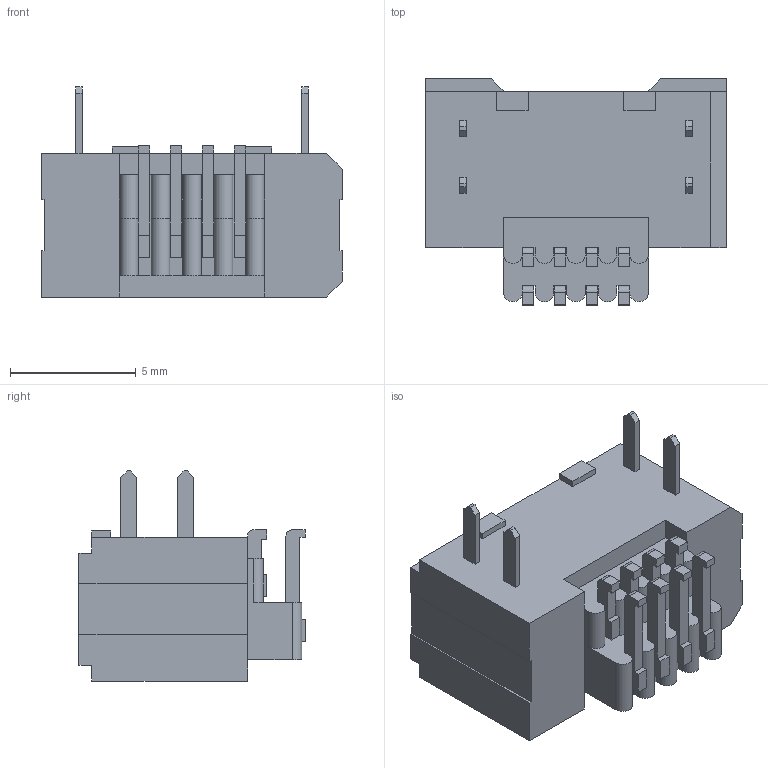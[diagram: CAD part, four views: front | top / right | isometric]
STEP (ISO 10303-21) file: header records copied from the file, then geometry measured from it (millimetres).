
FILE_DESCRIPTION(/* description */ ('STEP AP214'),/* implementation_level */ '2;1');
FILE_NAME(/* name */ 'TFM-104-02-L-DH-FR',/* time_stamp */ '2024-07-20T01:05:07+02:00',/* author */ ('License CC BY-ND 4.0'),/* organization */ ('CADENAS'),/* preprocessor_version */ 'ST-DEVELOPER v19.3',/* originating_system */ 'PARTsolutions',/* authorisation */ ' ');
FILE_SCHEMA (('AUTOMOTIVE_DESIGN {1 0 10303 214 3 1 1}'));
Length unit declared in the file: inch
Products named in the file (4): TFM-104-02-L-DH-FR; TFM-104-02-L-DH_terminal; TFM-104-02-L-DH-L_pins; TFM-104-02-L-DH-L-2_pins
Assembly tree (3 placements, depth 2):
  TFM-104-02-L-DH-FR
    TFM-104-02-L-DH_terminal
    TFM-104-02-L-DH-L_pins
    TFM-104-02-L-DH-L-2_pins
Bounding box: 11.96 x 8.99 x 8.36 mm (x, y, z)
Volume: 340 mm3; surface area: 759.1 mm2
Topology: 3 solids, 3 shells, 300 faces, 843 edges, 559 vertices
Faces by surface type: plane 266, cylinder 34
Full cylindrical faces by diameter (mm): 0.457 x8
Entity records: 9524 total; most frequent: CARTESIAN_POINT 1682, ORIENTED_EDGE 1654, DIRECTION 1503, EDGE_CURVE 827, LINE 759, VECTOR 759, VERTEX_POINT 551, AXIS2_PLACEMENT_3D 372
